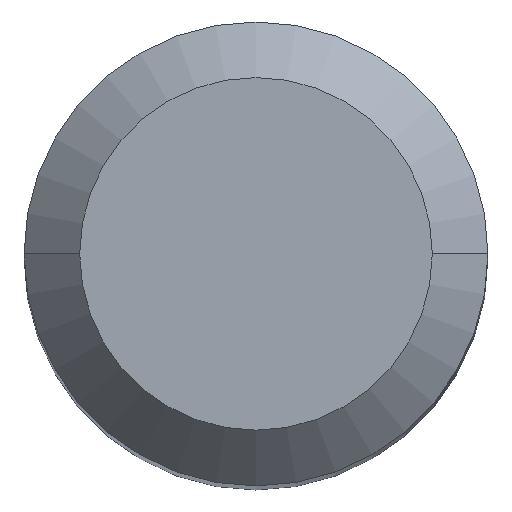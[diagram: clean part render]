
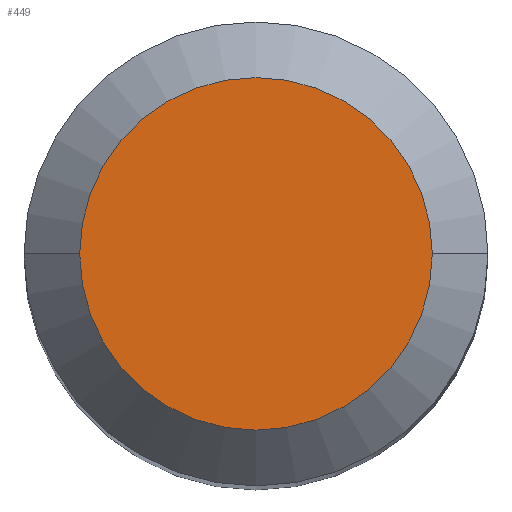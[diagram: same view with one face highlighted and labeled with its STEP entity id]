
A CAD part, top view. The second image highlights one B-rep face of the part: STEP entity #449.
In plain terms, the highlighted planar face has unit normal (0, 0, 1).
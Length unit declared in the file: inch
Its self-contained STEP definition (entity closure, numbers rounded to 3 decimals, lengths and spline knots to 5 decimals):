
#14 = DIRECTION ( 'NONE',  ( -1., 0., 0. ) ) ;
#52 = PLANE ( 'NONE',  #289 ) ;
#62 = CARTESIAN_POINT ( 'NONE',  ( 0.0475, 0., 0. ) ) ;
#63 = ORIENTED_EDGE ( 'NONE', *, *, #68, .T. ) ;
#68 = EDGE_CURVE ( 'NONE', #376, #126, #157, .T. ) ;
#126 = VERTEX_POINT ( 'NONE', #253 ) ;
#136 = CARTESIAN_POINT ( 'NONE',  ( 0., 0., 0. ) ) ;
#157 = CIRCLE ( 'NONE', #398, 0.0475 ) ;
#188 = CARTESIAN_POINT ( 'NONE',  ( 0., 0., 0. ) ) ;
#247 = AXIS2_PLACEMENT_3D ( 'NONE', #188, #328, #297 ) ;
#253 = CARTESIAN_POINT ( 'NONE',  ( -0.0475, 0., 0. ) ) ;
#255 = CIRCLE ( 'NONE', #247, 0.0475 ) ;
#289 = AXIS2_PLACEMENT_3D ( 'NONE', #455, #413, #14 ) ;
#291 = DIRECTION ( 'NONE',  ( 1., 0., 0. ) ) ;
#297 = DIRECTION ( 'NONE',  ( 1., 0., 0. ) ) ;
#307 = ORIENTED_EDGE ( 'NONE', *, *, #344, .T. ) ;
#328 = DIRECTION ( 'NONE',  ( 0., 0., 1. ) ) ;
#334 = EDGE_LOOP ( 'NONE', ( #307, #63 ) ) ;
#344 = EDGE_CURVE ( 'NONE', #126, #376, #255, .T. ) ;
#375 = FACE_OUTER_BOUND ( 'NONE', #334, .T. ) ;
#376 = VERTEX_POINT ( 'NONE', #62 ) ;
#390 = DIRECTION ( 'NONE',  ( 0., 0., 1. ) ) ;
#398 = AXIS2_PLACEMENT_3D ( 'NONE', #136, #390, #291 ) ;
#413 = DIRECTION ( 'NONE',  ( 0., 0., -1. ) ) ;
#449 = ADVANCED_FACE ( 'NONE', ( #375 ), #52, .F. ) ;
#455 = CARTESIAN_POINT ( 'NONE',  ( 0., 0.0475, 0. ) ) ;
